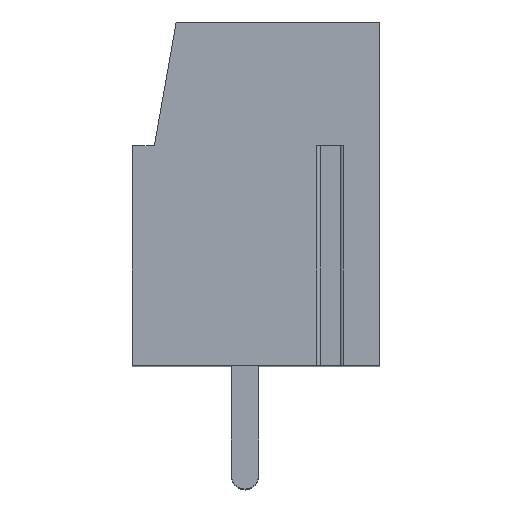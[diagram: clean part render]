
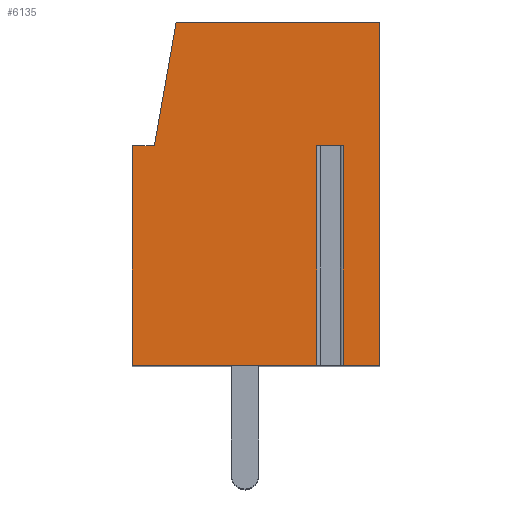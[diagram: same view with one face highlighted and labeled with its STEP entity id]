
A CAD part, top view. The second image highlights one B-rep face of the part: STEP entity #6135.
In plain terms, the highlighted planar face has unit normal (0, 0, 1).
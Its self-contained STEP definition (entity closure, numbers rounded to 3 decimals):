
#245=DIRECTION('',(-1.,0.,0.));
#246=VECTOR('',#245,0.958);
#247=CARTESIAN_POINT('',(3.179,1.75,22.5));
#248=LINE('',#247,#246);
#249=DIRECTION('',(0.,-1.,0.));
#250=VECTOR('',#249,8.);
#251=CARTESIAN_POINT('',(2.221,1.75,22.5));
#252=LINE('',#251,#250);
#253=DIRECTION('',(1.,0.,0.));
#254=VECTOR('',#253,6.721);
#255=CARTESIAN_POINT('',(-4.5,-6.25,22.5));
#256=LINE('',#255,#254);
#257=DIRECTION('',(0.,-1.,0.));
#258=VECTOR('',#257,8.);
#259=CARTESIAN_POINT('',(-4.5,1.75,22.5));
#260=LINE('',#259,#258);
#261=DIRECTION('',(-1.,0.,0.));
#262=VECTOR('',#261,0.8);
#263=CARTESIAN_POINT('',(-3.7,1.75,22.5));
#264=LINE('',#263,#262);
#265=DIRECTION('',(-0.174,-0.985,0.));
#266=VECTOR('',#265,4.569);
#267=CARTESIAN_POINT('',(-2.907,6.25,22.5));
#268=LINE('',#267,#266);
#269=DIRECTION('',(-1.,0.,0.));
#270=VECTOR('',#269,7.407);
#271=CARTESIAN_POINT('',(4.5,6.25,22.5));
#272=LINE('',#271,#270);
#273=DIRECTION('',(0.,1.,0.));
#274=VECTOR('',#273,12.5);
#275=CARTESIAN_POINT('',(4.5,-6.25,22.5));
#276=LINE('',#275,#274);
#277=DIRECTION('',(1.,0.,0.));
#278=VECTOR('',#277,1.321);
#279=CARTESIAN_POINT('',(3.179,-6.25,22.5));
#280=LINE('',#279,#278);
#281=DIRECTION('',(0.,-1.,0.));
#282=VECTOR('',#281,8.);
#283=CARTESIAN_POINT('',(3.179,1.75,22.5));
#284=LINE('',#283,#282);
#4623=CARTESIAN_POINT('',(4.5,-6.25,22.5));
#4624=CARTESIAN_POINT('',(4.5,6.25,22.5));
#4625=VERTEX_POINT('',#4623);
#4626=VERTEX_POINT('',#4624);
#4627=CARTESIAN_POINT('',(-2.907,6.25,22.5));
#4628=VERTEX_POINT('',#4627);
#4629=CARTESIAN_POINT('',(-3.7,1.75,22.5));
#4630=VERTEX_POINT('',#4629);
#4631=CARTESIAN_POINT('',(-4.5,1.75,22.5));
#4632=VERTEX_POINT('',#4631);
#4633=CARTESIAN_POINT('',(-4.5,-6.25,22.5));
#4634=VERTEX_POINT('',#4633);
#4679=CARTESIAN_POINT('',(3.179,1.75,22.5));
#4680=CARTESIAN_POINT('',(2.221,1.75,22.5));
#4681=VERTEX_POINT('',#4679);
#4682=VERTEX_POINT('',#4680);
#4683=CARTESIAN_POINT('',(3.179,-6.25,22.5));
#4684=VERTEX_POINT('',#4683);
#4685=CARTESIAN_POINT('',(2.221,-6.25,22.5));
#4686=VERTEX_POINT('',#4685);
#6111=CARTESIAN_POINT('',(0.,0.,22.5));
#6112=DIRECTION('',(0.,0.,1.));
#6113=DIRECTION('',(1.,0.,0.));
#6114=AXIS2_PLACEMENT_3D('',#6111,#6112,#6113);
#6115=PLANE('',#6114);
#6117=ORIENTED_EDGE('',*,*,#6116,.T.);
#6118=ORIENTED_EDGE('',*,*,#6102,.T.);
#6119=ORIENTED_EDGE('',*,*,#5993,.F.);
#6121=ORIENTED_EDGE('',*,*,#6120,.F.);
#6123=ORIENTED_EDGE('',*,*,#6122,.F.);
#6125=ORIENTED_EDGE('',*,*,#6124,.F.);
#6127=ORIENTED_EDGE('',*,*,#6126,.F.);
#6129=ORIENTED_EDGE('',*,*,#6128,.F.);
#6130=ORIENTED_EDGE('',*,*,#5972,.F.);
#6132=ORIENTED_EDGE('',*,*,#6131,.F.);
#6133=EDGE_LOOP('',(#6117,#6118,#6119,#6121,#6123,#6125,#6127,#6129,#6130,
#6132));
#6134=FACE_OUTER_BOUND('',#6133,.F.);
#5972=EDGE_CURVE('',#4684,#4625,#280,.T.);
#5993=EDGE_CURVE('',#4634,#4686,#256,.T.);
#6102=EDGE_CURVE('',#4682,#4686,#252,.T.);
#6116=EDGE_CURVE('',#4681,#4682,#248,.T.);
#6120=EDGE_CURVE('',#4632,#4634,#260,.T.);
#6122=EDGE_CURVE('',#4630,#4632,#264,.T.);
#6124=EDGE_CURVE('',#4628,#4630,#268,.T.);
#6126=EDGE_CURVE('',#4626,#4628,#272,.T.);
#6128=EDGE_CURVE('',#4625,#4626,#276,.T.);
#6131=EDGE_CURVE('',#4681,#4684,#284,.T.);
#6135=ADVANCED_FACE('',(#6134),#6115,.T.);
